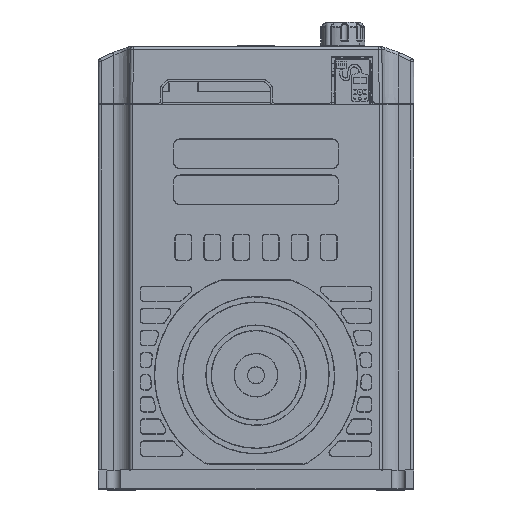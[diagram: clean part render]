
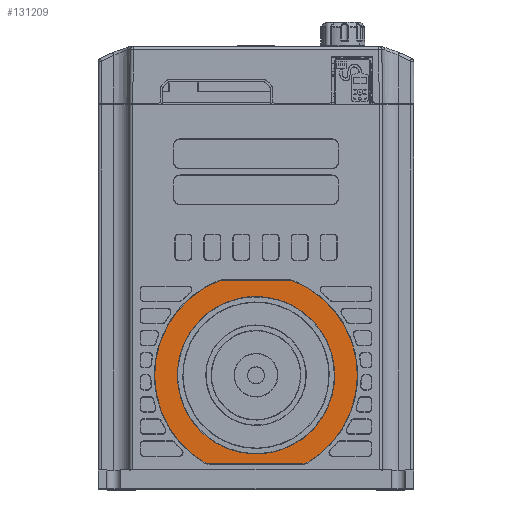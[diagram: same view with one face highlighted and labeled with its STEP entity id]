
A CAD part, top view. The second image highlights one B-rep face of the part: STEP entity #131209.
In plain terms, the highlighted planar face has unit normal (0, 0, 1).
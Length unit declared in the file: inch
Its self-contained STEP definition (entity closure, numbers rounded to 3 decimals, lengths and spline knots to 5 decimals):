
#3505 = ORIENTED_EDGE ( 'NONE', *, *, #34319, .T. ) ;
#11186 = CARTESIAN_POINT ( 'NONE',  ( 0.45745, 2.35843, 3.73966 ) ) ;
#12185 = CARTESIAN_POINT ( 'NONE',  ( 0.43301, 2.36544, 3.73966 ) ) ;
#14678 = CARTESIAN_POINT ( 'NONE',  ( -0.42009, 2.36543, 3.73966 ) ) ;
#14981 = CARTESIAN_POINT ( 'NONE',  ( 0.6192, 0.08014, 3.73966 ) ) ;
#16180 = EDGE_CURVE ( 'NONE', #111629, #181909, #138941, .T. ) ;
#16959 = DIRECTION ( 'NONE',  ( -1., 0., 0. ) ) ;
#17770 = CARTESIAN_POINT ( 'NONE',  ( 0.58356, 0.0755, 3.73967 ) ) ;
#18238 = EDGE_CURVE ( 'NONE', #72310, #135290, #97345, .T. ) ;
#18712 = CARTESIAN_POINT ( 'NONE',  ( -0.61917, 0.08013, 3.73966 ) ) ;
#18860 = AXIS2_PLACEMENT_3D ( 'NONE', #34812, #173187, #139413 ) ;
#20163 = CARTESIAN_POINT ( 'NONE',  ( -0.45744, 2.35844, 3.73966 ) ) ;
#20494 = DIRECTION ( 'NONE',  ( 0., 0., -1. ) ) ;
#24560 = ORIENTED_EDGE ( 'NONE', *, *, #109522, .F. ) ;
#26121 = CARTESIAN_POINT ( 'NONE',  ( -0.17657, 2.14609, 3.73966 ) ) ;
#28968 = CARTESIAN_POINT ( 'NONE',  ( 0.63544, 0.08955, 3.73966 ) ) ;
#29709 = CARTESIAN_POINT ( 'NONE',  ( -1.9685, -0.23622, 3.73966 ) ) ;
#34319 = EDGE_CURVE ( 'NONE', #149191, #37618, #145382, .T. ) ;
#34794 = CIRCLE ( 'NONE', #60193, 1.26309 ) ;
#34812 = CARTESIAN_POINT ( 'NONE',  ( 0., 1.1811, 3.73966 ) ) ;
#36141 = CARTESIAN_POINT ( 'NONE',  ( -0.58355, 0.07561, 3.73964 ) ) ;
#37618 = VERTEX_POINT ( 'NONE', #92607 ) ;
#38191 = CARTESIAN_POINT ( 'NONE',  ( -0.63544, 0.08955, 3.73966 ) ) ;
#40252 = CARTESIAN_POINT ( 'NONE',  ( 0.45745, 2.35843, 3.73966 ) ) ;
#41051 = CARTESIAN_POINT ( 'NONE',  ( 0.42009, 2.36543, 3.73966 ) ) ;
#43650 = CIRCLE ( 'NONE', #113578, 1.26309 ) ;
#46534 = ORIENTED_EDGE ( 'NONE', *, *, #18238, .T. ) ;
#47000 = CARTESIAN_POINT ( 'NONE',  ( 0., 1.1811, 3.73966 ) ) ;
#49045 = CARTESIAN_POINT ( 'NONE',  ( -0.58355, 0.0755, 3.73967 ) ) ;
#49540 = EDGE_CURVE ( 'NONE', #162739, #124114, #119153, .T. ) ;
#49710 = EDGE_CURVE ( 'NONE', #124114, #57405, #43650, .T. ) ;
#49969 = CARTESIAN_POINT ( 'NONE',  ( -0.42009, 2.36543, 3.73966 ) ) ;
#50930 = CARTESIAN_POINT ( 'NONE',  ( -0.43298, 2.36545, 3.73966 ) ) ;
#55284 = CARTESIAN_POINT ( 'NONE',  ( 0.58356, 0.07553, 3.73966 ) ) ;
#55318 = EDGE_LOOP ( 'NONE', ( #122385, #74178, #86655, #186528, #3505, #178258, #46534, #24560, #139795, #167987 ) ) ;
#57405 = VERTEX_POINT ( 'NONE', #40252 ) ;
#58621 = CARTESIAN_POINT ( 'NONE',  ( -0.44273, 2.36545, 3.73966 ) ) ;
#58848 = VECTOR ( 'NONE', #71703, 39.37008 ) ;
#59386 = B_SPLINE_CURVE_WITH_KNOTS ( 'NONE', 3,
 ( #11186, #89803, #12185, #178487 ),
 .UNSPECIFIED., .F., .F.,
 ( 4, 4 ),
 ( 0., 1. ),
 .UNSPECIFIED. ) ;
#60193 = AXIS2_PLACEMENT_3D ( 'NONE', #47000, #67748, #186366 ) ;
#62618 = EDGE_CURVE ( 'NONE', #181909, #111629, #88755, .T. ) ;
#63968 = CARTESIAN_POINT ( 'NONE',  ( -0.58355, 0.07561, 3.73964 ) ) ;
#64441 = CARTESIAN_POINT ( 'NONE',  ( -0.60227, 0.07556, 3.73966 ) ) ;
#67748 = DIRECTION ( 'NONE',  ( 0., 0., 1. ) ) ;
#68180 = ORIENTED_EDGE ( 'NONE', *, *, #16180, .T. ) ;
#71680 =( BOUNDED_CURVE ( )  B_SPLINE_CURVE ( 3, ( #49045, #125714, #160200, #63968 ),
 .UNSPECIFIED., .F., .T. ) 
 B_SPLINE_CURVE_WITH_KNOTS ( ( 4, 4 ),
 ( 0., 1. ),
 .UNSPECIFIED. ) 
 CURVE ( )  GEOMETRIC_REPRESENTATION_ITEM ( )  RATIONAL_B_SPLINE_CURVE ( ( 1.005, 1.005, 1.005, 1.005 ) ) 
 REPRESENTATION_ITEM ( '' )  );
#71703 = DIRECTION ( 'NONE',  ( 1., 0., 0. ) ) ;
#72310 = VERTEX_POINT ( 'NONE', #38191 ) ;
#74178 = ORIENTED_EDGE ( 'NONE', *, *, #49710, .T. ) ;
#74595 = CARTESIAN_POINT ( 'NONE',  ( -0.04566, 2.16104, 3.73966 ) ) ;
#78228 = CARTESIAN_POINT ( 'NONE',  ( 0., 1.1811, 3.73966 ) ) ;
#79193 = EDGE_CURVE ( 'NONE', #161558, #106458, #151360, .T. ) ;
#82894 = B_SPLINE_CURVE_WITH_KNOTS ( 'NONE', 3,
 ( #159918, #55284, #116091, #131030 ),
 .UNSPECIFIED., .F., .F.,
 ( 4, 4 ),
 ( 0., 1. ),
 .UNSPECIFIED. ) ;
#83867 = EDGE_CURVE ( 'NONE', #57405, #170837, #59386, .T. ) ;
#86655 = ORIENTED_EDGE ( 'NONE', *, *, #83867, .T. ) ;
#88755 = CIRCLE ( 'NONE', #18860, 0.98101 ) ;
#89803 = CARTESIAN_POINT ( 'NONE',  ( 0.44547, 2.3631, 3.73966 ) ) ;
#90408 = DIRECTION ( 'NONE',  ( 1., 0., 0. ) ) ;
#91798 = CARTESIAN_POINT ( 'NONE',  ( 0.58356, 0.07561, 3.73964 ) ) ;
#92607 = CARTESIAN_POINT ( 'NONE',  ( -0.45744, 2.35844, 3.73966 ) ) ;
#95233 = AXIS2_PLACEMENT_3D ( 'NONE', #29709, #176386, #90408 ) ;
#97345 = B_SPLINE_CURVE_WITH_KNOTS ( 'NONE', 3,
 ( #155113, #18712, #64441, #181053 ),
 .UNSPECIFIED., .F., .F.,
 ( 4, 4 ),
 ( 0., 1. ),
 .UNSPECIFIED. ) ;
#103952 = AXIS2_PLACEMENT_3D ( 'NONE', #78228, #20494, #153956 ) ;
#106351 = FACE_OUTER_BOUND ( 'NONE', #55318, .T. ) ;
#106458 = VERTEX_POINT ( 'NONE', #17770 ) ;
#109522 = EDGE_CURVE ( 'NONE', #161558, #135290, #71680, .T. ) ;
#111629 = VERTEX_POINT ( 'NONE', #26121 ) ;
#113578 = AXIS2_PLACEMENT_3D ( 'NONE', #123499, #153358, #16959 ) ;
#115640 = PLANE ( 'NONE',  #95233 ) ;
#116091 = CARTESIAN_POINT ( 'NONE',  ( 0.58356, 0.07557, 3.73966 ) ) ;
#117549 = CARTESIAN_POINT ( 'NONE',  ( 0.60621, 0.07549, 3.73966 ) ) ;
#119153 = B_SPLINE_CURVE_WITH_KNOTS ( 'NONE', 3,
 ( #149456, #181301, #14981, #28968 ),
 .UNSPECIFIED., .F., .F.,
 ( 4, 4 ),
 ( 0., 1. ),
 .UNSPECIFIED. ) ;
#119607 = EDGE_CURVE ( 'NONE', #106458, #162739, #82894, .T. ) ;
#122376 = LINE ( 'NONE', #58621, #164609 ) ;
#122385 = ORIENTED_EDGE ( 'NONE', *, *, #49540, .T. ) ;
#123499 = CARTESIAN_POINT ( 'NONE',  ( 0., 1.1811, 3.73966 ) ) ;
#124114 = VERTEX_POINT ( 'NONE', #137398 ) ;
#125714 = CARTESIAN_POINT ( 'NONE',  ( -0.58355, 0.07554, 3.73967 ) ) ;
#128018 = ORIENTED_EDGE ( 'NONE', *, *, #62618, .T. ) ;
#131030 = CARTESIAN_POINT ( 'NONE',  ( 0.58356, 0.07561, 3.73964 ) ) ;
#131209 = ADVANCED_FACE ( 'NONE', ( #181057, #106351 ), #115640, .T. ) ;
#135290 = VERTEX_POINT ( 'NONE', #36141 ) ;
#137398 = CARTESIAN_POINT ( 'NONE',  ( 0.63544, 0.08955, 3.73966 ) ) ;
#138941 = CIRCLE ( 'NONE', #103952, 0.98101 ) ;
#139413 = DIRECTION ( 'NONE',  ( 1., 0., 0. ) ) ;
#139795 = ORIENTED_EDGE ( 'NONE', *, *, #79193, .T. ) ;
#145382 = B_SPLINE_CURVE_WITH_KNOTS ( 'NONE', 3,
 ( #49969, #50930, #171515, #20163 ),
 .UNSPECIFIED., .F., .F.,
 ( 4, 4 ),
 ( 0., 1. ),
 .UNSPECIFIED. ) ;
#149191 = VERTEX_POINT ( 'NONE', #14678 ) ;
#149456 = CARTESIAN_POINT ( 'NONE',  ( 0.58356, 0.07561, 3.73964 ) ) ;
#151360 = LINE ( 'NONE', #117549, #58848 ) ;
#153358 = DIRECTION ( 'NONE',  ( 0., 0., 1. ) ) ;
#153956 = DIRECTION ( 'NONE',  ( 1., 0., 0. ) ) ;
#155113 = CARTESIAN_POINT ( 'NONE',  ( -0.63544, 0.08955, 3.73966 ) ) ;
#159918 = CARTESIAN_POINT ( 'NONE',  ( 0.58356, 0.0755, 3.73967 ) ) ;
#160200 = CARTESIAN_POINT ( 'NONE',  ( -0.58355, 0.07557, 3.73967 ) ) ;
#160774 = EDGE_CURVE ( 'NONE', #170837, #149191, #122376, .T. ) ;
#161558 = VERTEX_POINT ( 'NONE', #190484 ) ;
#162739 = VERTEX_POINT ( 'NONE', #91798 ) ;
#164609 = VECTOR ( 'NONE', #197086, 39.37008 ) ;
#167987 = ORIENTED_EDGE ( 'NONE', *, *, #119607, .T. ) ;
#170837 = VERTEX_POINT ( 'NONE', #41051 ) ;
#171515 = CARTESIAN_POINT ( 'NONE',  ( -0.44543, 2.36311, 3.73966 ) ) ;
#173187 = DIRECTION ( 'NONE',  ( 0., 0., -1. ) ) ;
#175966 = EDGE_CURVE ( 'NONE', #37618, #72310, #34794, .T. ) ;
#176386 = DIRECTION ( 'NONE',  ( 0., 0., 1. ) ) ;
#178258 = ORIENTED_EDGE ( 'NONE', *, *, #175966, .T. ) ;
#178487 = CARTESIAN_POINT ( 'NONE',  ( 0.42009, 2.36543, 3.73966 ) ) ;
#181053 = CARTESIAN_POINT ( 'NONE',  ( -0.58355, 0.07561, 3.73964 ) ) ;
#181057 = FACE_BOUND ( 'NONE', #182866, .T. ) ;
#181301 = CARTESIAN_POINT ( 'NONE',  ( 0.60231, 0.07556, 3.73966 ) ) ;
#181909 = VERTEX_POINT ( 'NONE', #74595 ) ;
#182866 = EDGE_LOOP ( 'NONE', ( #128018, #68180 ) ) ;
#186366 = DIRECTION ( 'NONE',  ( -1., 0., 0. ) ) ;
#186528 = ORIENTED_EDGE ( 'NONE', *, *, #160774, .T. ) ;
#190484 = CARTESIAN_POINT ( 'NONE',  ( -0.58355, 0.0755, 3.73967 ) ) ;
#197086 = DIRECTION ( 'NONE',  ( -1., 0., 0. ) ) ;
